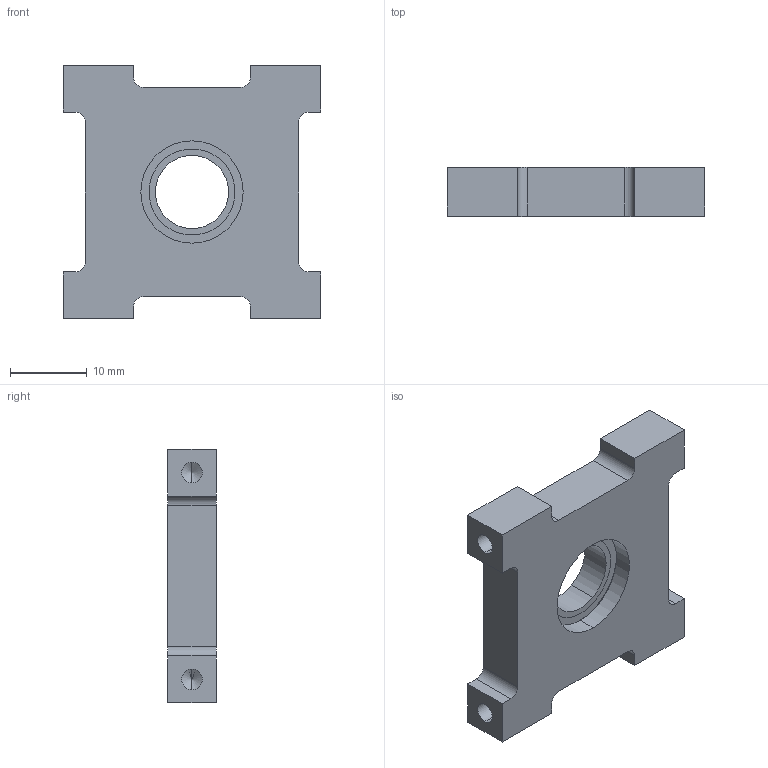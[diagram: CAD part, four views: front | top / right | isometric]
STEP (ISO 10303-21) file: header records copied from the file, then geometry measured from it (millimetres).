
FILE_DESCRIPTION (( 'STEP AP203' ), '1' );
FILE_NAME ('535134 assembly.STEP', '2014-07-08T18:58:11', ( 'Kyle' ), ( 'Microsoft' ), 'SwSTEP 2.0', 'SolidWorks 2014', '' );
FILE_SCHEMA (( 'CONFIG_CONTROL_DESIGN' ));
Length unit declared in the file: inch
Products named in the file (3): 535134 assembly; 535134; .375 x .625 non flanged bearing
Assembly tree (2 placements, depth 2):
  535134 assembly
    535134
    .375 x .625 non flanged bearing
Bounding box: 33.53 x 6.35 x 33.02 mm (x, y, z)
Volume: 4906.9 mm3; surface area: 3656.5 mm2
Topology: 2 solids, 2 shells, 69 faces, 172 edges, 108 vertices
Faces by surface type: cylinder 32, plane 29, cone 8
Entity records: 2329 total; most frequent: DIRECTION 376, CARTESIAN_POINT 346, ORIENTED_EDGE 328, EDGE_CURVE 164, AXIS2_PLACEMENT_3D 138, VERTEX_POINT 108, LINE 100, VECTOR 100
